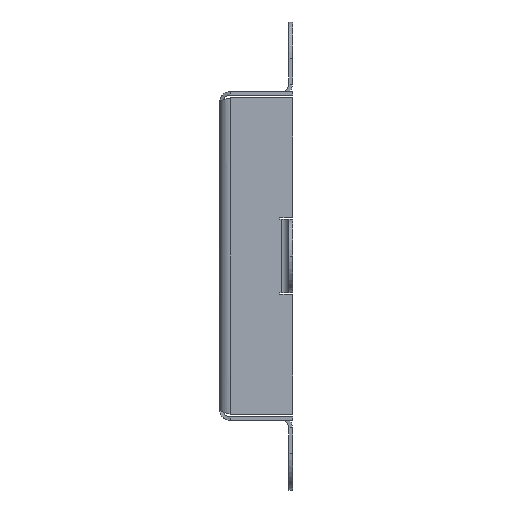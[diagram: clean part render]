
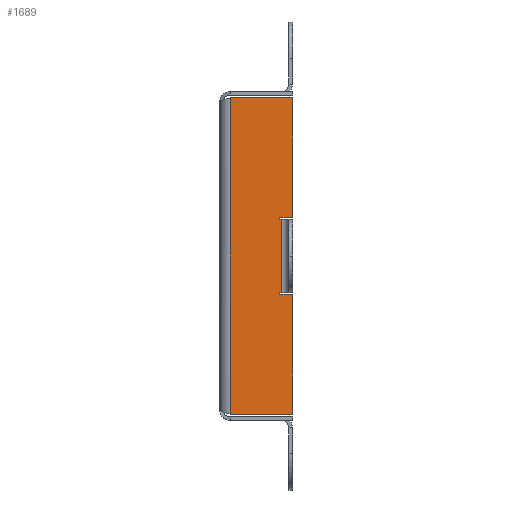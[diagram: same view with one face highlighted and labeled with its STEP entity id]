
A CAD part, left-side view. The second image highlights one B-rep face of the part: STEP entity #1689.
In plain terms, the highlighted planar face has unit normal (-1, 0, 0).
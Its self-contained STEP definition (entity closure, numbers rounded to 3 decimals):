
#212 = LINE ( 'NONE', #1933, #1449 ) ;
#237 = CARTESIAN_POINT ( 'NONE',  ( -45., 0., -43.293 ) ) ;
#250 = EDGE_CURVE ( 'NONE', #634, #862, #5355, .T. ) ;
#254 = VECTOR ( 'NONE', #4564, 1000. ) ;
#372 = CARTESIAN_POINT ( 'NONE',  ( -45., -2., 43.293 ) ) ;
#379 = DIRECTION ( 'NONE',  ( 0., 0., -1. ) ) ;
#418 = FACE_OUTER_BOUND ( 'NONE', #2232, .T. ) ;
#441 = ORIENTED_EDGE ( 'NONE', *, *, #2803, .F. ) ;
#465 = VERTEX_POINT ( 'NONE', #372 ) ;
#580 = VERTEX_POINT ( 'NONE', #5744 ) ;
#634 = VERTEX_POINT ( 'NONE', #4266 ) ;
#654 = EDGE_CURVE ( 'NONE', #580, #7493, #212, .T. ) ;
#770 = CARTESIAN_POINT ( 'NONE',  ( -45., -15.5, 10. ) ) ;
#862 = VERTEX_POINT ( 'NONE', #1696 ) ;
#876 = VECTOR ( 'NONE', #6893, 1000. ) ;
#904 = CARTESIAN_POINT ( 'NONE',  ( -45., -15.5, -10.5 ) ) ;
#973 = VECTOR ( 'NONE', #7100, 1000. ) ;
#983 = CARTESIAN_POINT ( 'NONE',  ( -45., -15.5, -10. ) ) ;
#984 = VECTOR ( 'NONE', #2936, 1000. ) ;
#994 = EDGE_CURVE ( 'NONE', #634, #465, #3724, .T. ) ;
#1095 = DIRECTION ( 'NONE',  ( 0., 0., -1. ) ) ;
#1140 = ORIENTED_EDGE ( 'NONE', *, *, #3151, .F. ) ;
#1209 = LINE ( 'NONE', #7119, #984 ) ;
#1269 = CARTESIAN_POINT ( 'NONE',  ( -45., -15.5, -10. ) ) ;
#1279 = CARTESIAN_POINT ( 'NONE',  ( -45., -15.5, 10.5 ) ) ;
#1295 = CARTESIAN_POINT ( 'NONE',  ( -45., -19., 10.5 ) ) ;
#1449 = VECTOR ( 'NONE', #4228, 1000. ) ;
#1689 = ADVANCED_FACE ( 'NONE', ( #418 ), #4969, .F. ) ;
#1696 = CARTESIAN_POINT ( 'NONE',  ( -45., -19., -43.293 ) ) ;
#1737 = ORIENTED_EDGE ( 'NONE', *, *, #2244, .F. ) ;
#1933 = CARTESIAN_POINT ( 'NONE',  ( -45., -16., -10. ) ) ;
#1985 = ORIENTED_EDGE ( 'NONE', *, *, #6021, .F. ) ;
#2175 = CARTESIAN_POINT ( 'NONE',  ( -45., 0., 0. ) ) ;
#2232 = EDGE_LOOP ( 'NONE', ( #1140, #1737, #441, #6045, #3737, #5172, #5457, #7289, #5188, #6906, #1985, #3292 ) ) ;
#2244 = EDGE_CURVE ( 'NONE', #4475, #2845, #4521, .T. ) ;
#2361 = LINE ( 'NONE', #4666, #876 ) ;
#2482 = CARTESIAN_POINT ( 'NONE',  ( -45., -19., 43.293 ) ) ;
#2594 = DIRECTION ( 'NONE',  ( 0., 0., -1. ) ) ;
#2603 = VECTOR ( 'NONE', #4218, 1000. ) ;
#2803 = EDGE_CURVE ( 'NONE', #465, #4475, #3980, .T. ) ;
#2845 = VERTEX_POINT ( 'NONE', #1295 ) ;
#2913 = EDGE_CURVE ( 'NONE', #5363, #5492, #4399, .T. ) ;
#2936 = DIRECTION ( 'NONE',  ( 0., 1., 0. ) ) ;
#3065 = VECTOR ( 'NONE', #3399, 1000. ) ;
#3104 = DIRECTION ( 'NONE',  ( 0., -1., 0. ) ) ;
#3133 = CARTESIAN_POINT ( 'NONE',  ( -45., -19., -10.5 ) ) ;
#3151 = EDGE_CURVE ( 'NONE', #2845, #5363, #1209, .T. ) ;
#3292 = ORIENTED_EDGE ( 'NONE', *, *, #2913, .F. ) ;
#3307 = VECTOR ( 'NONE', #2594, 1000. ) ;
#3399 = DIRECTION ( 'NONE',  ( 0., -1., 0. ) ) ;
#3557 = VECTOR ( 'NONE', #3104, 1000. ) ;
#3724 = LINE ( 'NONE', #5469, #2603 ) ;
#3737 = ORIENTED_EDGE ( 'NONE', *, *, #250, .T. ) ;
#3980 = LINE ( 'NONE', #6285, #3065 ) ;
#4019 = CARTESIAN_POINT ( 'NONE',  ( -45., -19., 45. ) ) ;
#4218 = DIRECTION ( 'NONE',  ( 0., 0., 1. ) ) ;
#4228 = DIRECTION ( 'NONE',  ( 0., 1., 0. ) ) ;
#4266 = CARTESIAN_POINT ( 'NONE',  ( -45., -2., -43.293 ) ) ;
#4280 = LINE ( 'NONE', #4396, #3307 ) ;
#4396 = CARTESIAN_POINT ( 'NONE',  ( -45., -19., 45. ) ) ;
#4399 = LINE ( 'NONE', #4934, #5489 ) ;
#4416 = VECTOR ( 'NONE', #1095, 1000. ) ;
#4475 = VERTEX_POINT ( 'NONE', #2482 ) ;
#4521 = LINE ( 'NONE', #4019, #254 ) ;
#4564 = DIRECTION ( 'NONE',  ( 0., 0., -1. ) ) ;
#4666 = CARTESIAN_POINT ( 'NONE',  ( -45., -16., 10. ) ) ;
#4707 = VERTEX_POINT ( 'NONE', #3133 ) ;
#4934 = CARTESIAN_POINT ( 'NONE',  ( -45., -15.5, 10.5 ) ) ;
#4969 = PLANE ( 'NONE',  #7338 ) ;
#4992 = DIRECTION ( 'NONE',  ( 0., -1., 0. ) ) ;
#5172 = ORIENTED_EDGE ( 'NONE', *, *, #6302, .F. ) ;
#5188 = ORIENTED_EDGE ( 'NONE', *, *, #654, .F. ) ;
#5208 = EDGE_CURVE ( 'NONE', #7280, #4707, #6801, .T. ) ;
#5310 = CARTESIAN_POINT ( 'NONE',  ( -45., -16., 10. ) ) ;
#5355 = LINE ( 'NONE', #237, #973 ) ;
#5363 = VERTEX_POINT ( 'NONE', #1279 ) ;
#5457 = ORIENTED_EDGE ( 'NONE', *, *, #5208, .F. ) ;
#5469 = CARTESIAN_POINT ( 'NONE',  ( -45., -2., 45. ) ) ;
#5489 = VECTOR ( 'NONE', #379, 1000. ) ;
#5492 = VERTEX_POINT ( 'NONE', #6623 ) ;
#5570 = DIRECTION ( 'NONE',  ( 0., 1., 0. ) ) ;
#5579 = VECTOR ( 'NONE', #4992, 1000. ) ;
#5714 = DIRECTION ( 'NONE',  ( 1., 0., 0. ) ) ;
#5744 = CARTESIAN_POINT ( 'NONE',  ( -45., -16., -10. ) ) ;
#5975 = CARTESIAN_POINT ( 'NONE',  ( -45., -15.5, -10.5 ) ) ;
#5988 = LINE ( 'NONE', #770, #3557 ) ;
#6021 = EDGE_CURVE ( 'NONE', #5492, #6273, #5988, .T. ) ;
#6045 = ORIENTED_EDGE ( 'NONE', *, *, #994, .F. ) ;
#6273 = VERTEX_POINT ( 'NONE', #5310 ) ;
#6285 = CARTESIAN_POINT ( 'NONE',  ( -45., 0., 43.293 ) ) ;
#6302 = EDGE_CURVE ( 'NONE', #4707, #862, #4280, .T. ) ;
#6424 = EDGE_CURVE ( 'NONE', #7493, #7280, #6887, .T. ) ;
#6623 = CARTESIAN_POINT ( 'NONE',  ( -45., -15.5, 10. ) ) ;
#6801 = LINE ( 'NONE', #904, #5579 ) ;
#6887 = LINE ( 'NONE', #983, #4416 ) ;
#6893 = DIRECTION ( 'NONE',  ( 0., 0., -1. ) ) ;
#6906 = ORIENTED_EDGE ( 'NONE', *, *, #7180, .F. ) ;
#7100 = DIRECTION ( 'NONE',  ( 0., -1., 0. ) ) ;
#7119 = CARTESIAN_POINT ( 'NONE',  ( -45., -19., 10.5 ) ) ;
#7180 = EDGE_CURVE ( 'NONE', #6273, #580, #2361, .T. ) ;
#7280 = VERTEX_POINT ( 'NONE', #5975 ) ;
#7289 = ORIENTED_EDGE ( 'NONE', *, *, #6424, .F. ) ;
#7338 = AXIS2_PLACEMENT_3D ( 'NONE', #2175, #5714, #5570 ) ;
#7493 = VERTEX_POINT ( 'NONE', #1269 ) ;
